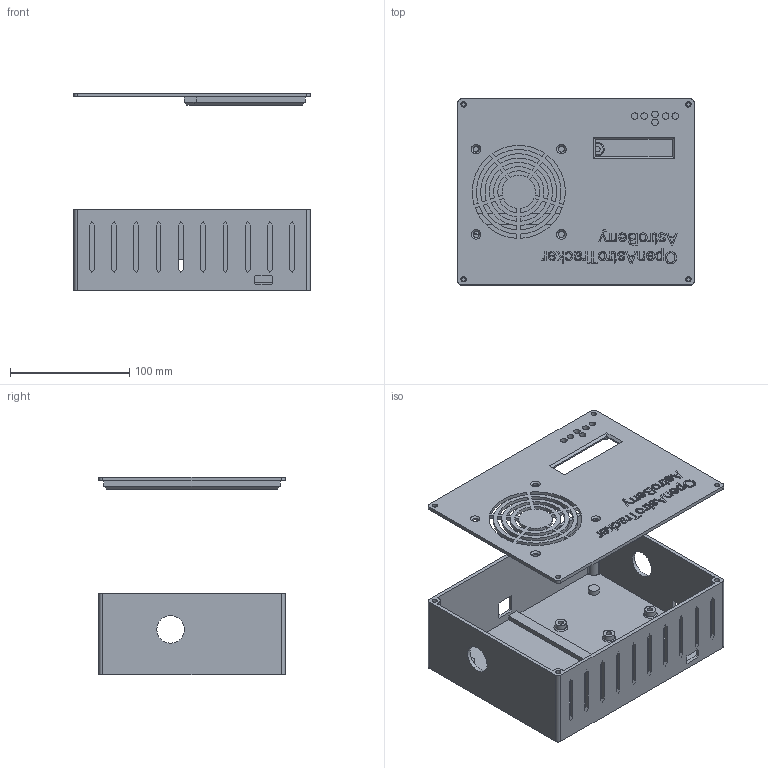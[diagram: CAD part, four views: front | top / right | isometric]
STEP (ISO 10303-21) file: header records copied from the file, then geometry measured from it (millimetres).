
FILE_DESCRIPTION(/* description */ (''),/* implementation_level */ '2;1');
FILE_NAME(/* name */ 'openastropi-enclosure v7.step',/* time_stamp */ '2024-04-01T19:06:57-05:00',/* author */ (''),/* organization */ (''),/* preprocessor_version */ 'ST-DEVELOPER v20',/* originating_system */ 'Autodesk Translation Framework v12.20.1.177',/* authorisation */ '');
FILE_SCHEMA (('AUTOMOTIVE_DESIGN { 1 0 10303 214 3 1 1 }'));
Length unit declared in the file: millimetre
Products named in the file (1): openastropi-enclosure
Bounding box: 198 x 156 x 165.67 mm (x, y, z)
Volume: 342599.3 mm3; surface area: 223109.6 mm2
Topology: 2 solids, 2 shells, 1324 faces, 3569 edges, 2368 vertices
Faces by surface type: plane 752, bspline 426, cylinder 124, cone 22
Full cylindrical faces by diameter (mm): 3 x7, 4.5 x20, 5 x4, 5.5 x6, 6.2 x4, 9.5 x12, 23 x2
Entity records: 45347 total; most frequent: CARTESIAN_POINT 14540, ORIENTED_EDGE 7138, DIRECTION 4783, EDGE_CURVE 3569, LINE 2429, VECTOR 2429, VERTEX_POINT 2368, EDGE_LOOP 1543
